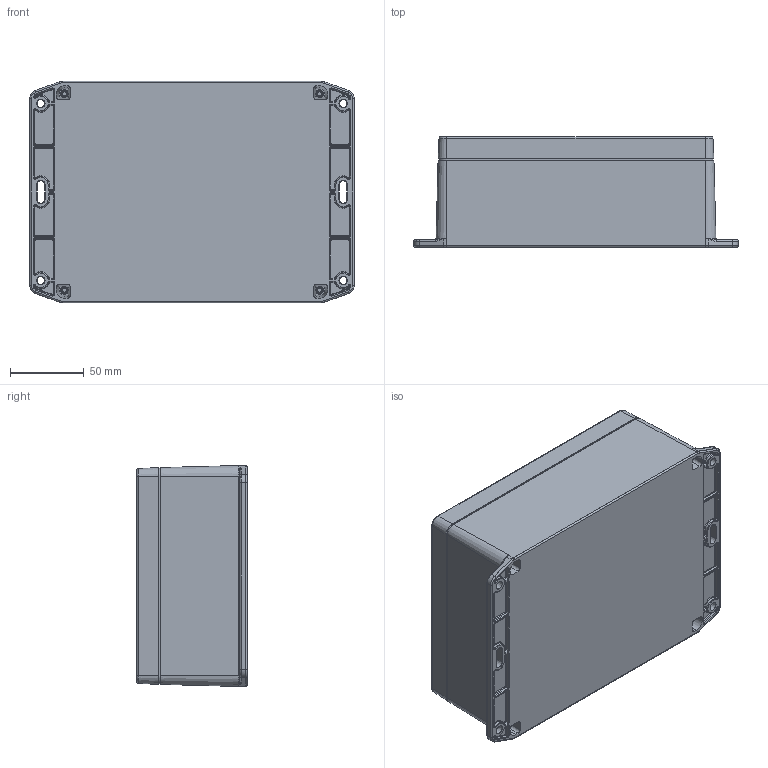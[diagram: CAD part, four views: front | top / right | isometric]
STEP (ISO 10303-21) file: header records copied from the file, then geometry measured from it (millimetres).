
FILE_DESCRIPTION(/* description */ (''),/* implementation_level */ '2;1');
FILE_NAME(/* name */ 'RP1280BF.iam.stp',/* time_stamp */ '2019-03-28T10:27:56-04:00',/* author */ ('MBeerman'),/* organization */ (''),/* preprocessor_version */ 'ST-DEVELOPER v17.2',/* originating_system */ 'Autodesk Inventor 2019',/* authorisation */ '');
FILE_SCHEMA (('AUTOMOTIVE_DESIGN { 1 0 10303 214 3 1 1 }'));
Products named in the file (6): RP1280BF; RP1285-T v1 120830; RP1285BF-B v2 140814; (screw M3.5-0.6X 10mm PN); ritec insert M3.5-0.6X4.6mm SS; RP1270 G
Assembly tree (11 placements, depth 2):
  RP1280BF
    RP1285-T v1 120830
    RP1285BF-B v2 140814
    (screw M3.5-0.6X 10mm PN)  x4
    ritec insert M3.5-0.6X4.6mm SS  x4
    RP1270 G
Bounding box: 219.95 x 75 x 150.09 mm (x, y, z)
Volume: 414453.5 mm3; surface area: 230881.4 mm2
Topology: 11 solids, 11 shells, 1751 faces, 4629 edges, 2988 vertices
Faces by surface type: bspline 528, cylinder 458, plane 420, cone 199, torus 142, sphere 4
Full cylindrical faces by diameter (mm): 2 x12, 2.85 x4, 2.97 x4, 3.2 x4, 3.4 x4, 4.68 x4, 5 x4, 5.5 x4, 6.5 x4, 8 x4, 9 x4
Entity records: 47577 total; most frequent: CARTESIAN_POINT 18698, ORIENTED_EDGE 6152, DIRECTION 5947, EDGE_CURVE 3076, AXIS2_PLACEMENT_3D 2483, VERTEX_POINT 1947, CIRCLE 1364, EDGE_LOOP 1321
